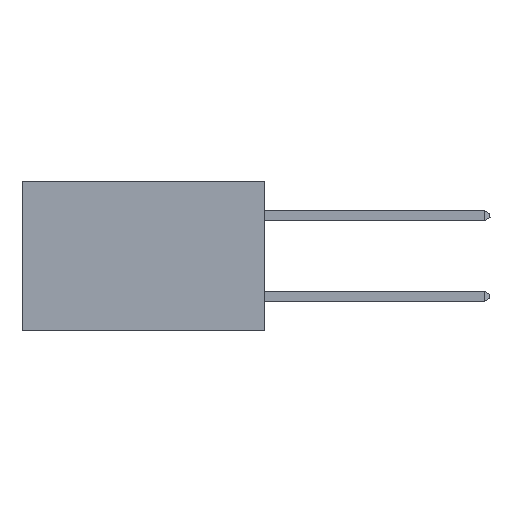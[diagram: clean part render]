
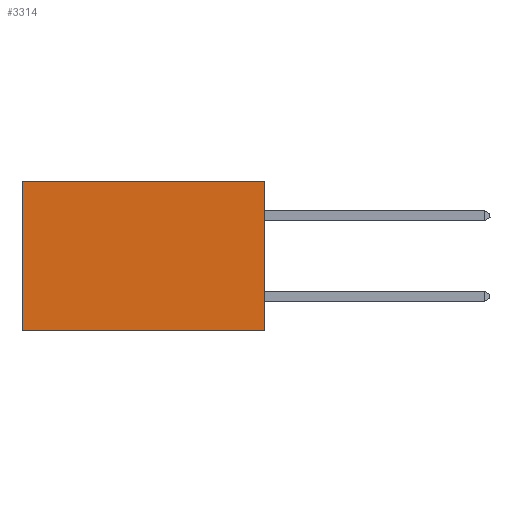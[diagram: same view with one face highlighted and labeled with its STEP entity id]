
A CAD part, left-side view. The second image highlights one B-rep face of the part: STEP entity #3314.
In plain terms, the highlighted planar face has unit normal (-1, 0, 0).
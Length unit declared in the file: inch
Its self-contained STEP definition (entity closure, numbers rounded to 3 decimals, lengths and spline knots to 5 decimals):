
#2624 = CARTESIAN_POINT ( 'NONE',  ( 0.298, 0.6, 0. ) ) ;
#2809 = PLANE ( 'NONE',  #19390 ) ;
#2897 = VERTEX_POINT ( 'NONE', #8271 ) ;
#3113 = DIRECTION ( 'NONE',  ( 0., 0., -1. ) ) ;
#3314 = ADVANCED_FACE ( 'NONE', ( #7875 ), #2809, .F. ) ;
#3423 = ORIENTED_EDGE ( 'NONE', *, *, #24565, .F. ) ;
#3723 = VECTOR ( 'NONE', #3113, 39.37008 ) ;
#3963 = EDGE_CURVE ( 'NONE', #22094, #25811, #10317, .T. ) ;
#5129 = DIRECTION ( 'NONE',  ( 0., 1., 0. ) ) ;
#5694 = EDGE_LOOP ( 'NONE', ( #15445, #3423, #13757, #24280 ) ) ;
#5703 = EDGE_CURVE ( 'NONE', #2897, #17977, #19631, .T. ) ;
#6766 = CARTESIAN_POINT ( 'NONE',  ( 0.298, 0.6, 0. ) ) ;
#6949 = CARTESIAN_POINT ( 'NONE',  ( 0.298, 0., 0. ) ) ;
#7875 = FACE_OUTER_BOUND ( 'NONE', #5694, .T. ) ;
#8271 = CARTESIAN_POINT ( 'NONE',  ( 0.298, 0., 0. ) ) ;
#10317 = LINE ( 'NONE', #6766, #18760 ) ;
#10683 = DIRECTION ( 'NONE',  ( 0., 0., -1. ) ) ;
#12733 = DIRECTION ( 'NONE',  ( 0., 0., -1. ) ) ;
#12945 = CARTESIAN_POINT ( 'NONE',  ( 0.298, 0., -0.37 ) ) ;
#13757 = ORIENTED_EDGE ( 'NONE', *, *, #5703, .F. ) ;
#14093 = EDGE_CURVE ( 'NONE', #2897, #22094, #24014, .T. ) ;
#14958 = DIRECTION ( 'NONE',  ( 0., 1., 0. ) ) ;
#15027 = CARTESIAN_POINT ( 'NONE',  ( 0.298, 0.6, -0.37 ) ) ;
#15445 = ORIENTED_EDGE ( 'NONE', *, *, #3963, .T. ) ;
#16270 = VECTOR ( 'NONE', #5129, 39.37008 ) ;
#16614 = CARTESIAN_POINT ( 'NONE',  ( 0.298, 0., 0. ) ) ;
#16792 = DIRECTION ( 'NONE',  ( 1., 0., 0. ) ) ;
#17977 = VERTEX_POINT ( 'NONE', #23244 ) ;
#18031 = LINE ( 'NONE', #12945, #19284 ) ;
#18760 = VECTOR ( 'NONE', #12733, 39.37008 ) ;
#19066 = CARTESIAN_POINT ( 'NONE',  ( 0.298, 0., 0. ) ) ;
#19284 = VECTOR ( 'NONE', #14958, 39.37008 ) ;
#19390 = AXIS2_PLACEMENT_3D ( 'NONE', #16614, #16792, #10683 ) ;
#19631 = LINE ( 'NONE', #19066, #3723 ) ;
#22094 = VERTEX_POINT ( 'NONE', #2624 ) ;
#23244 = CARTESIAN_POINT ( 'NONE',  ( 0.298, 0., -0.37 ) ) ;
#24014 = LINE ( 'NONE', #6949, #16270 ) ;
#24280 = ORIENTED_EDGE ( 'NONE', *, *, #14093, .T. ) ;
#24565 = EDGE_CURVE ( 'NONE', #17977, #25811, #18031, .T. ) ;
#25811 = VERTEX_POINT ( 'NONE', #15027 ) ;
